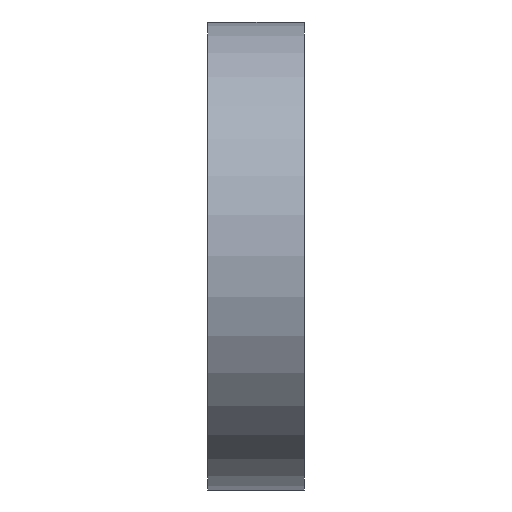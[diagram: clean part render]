
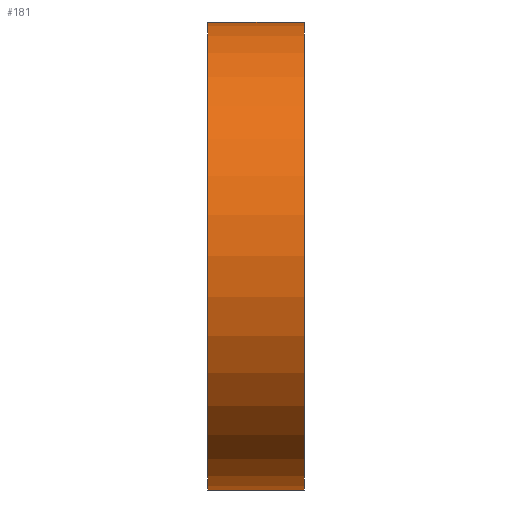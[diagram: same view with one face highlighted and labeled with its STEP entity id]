
A CAD part, left-side view. The second image highlights one B-rep face of the part: STEP entity #181.
In plain terms, the highlighted cylindrical face has radius 36.538 mm (diameter 73.076 mm), a partial arc.
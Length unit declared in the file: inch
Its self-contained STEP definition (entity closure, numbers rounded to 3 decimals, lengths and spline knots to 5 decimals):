
#17=CYLINDRICAL_SURFACE('',#201,1.4385);
#25=FACE_OUTER_BOUND('',#37,.T.);
#37=EDGE_LOOP('',(#141,#142,#143,#144));
#53=LINE('',#299,#69);
#54=LINE('',#300,#70);
#69=VECTOR('',#241,0.59055);
#70=VECTOR('',#242,0.59055);
#77=CIRCLE('',#192,1.4385);
#81=CIRCLE('',#197,1.4385);
#85=VERTEX_POINT('',#265);
#86=VERTEX_POINT('',#266);
#93=VERTEX_POINT('',#282);
#94=VERTEX_POINT('',#283);
#101=EDGE_CURVE('',#85,#86,#77,.T.);
#109=EDGE_CURVE('',#93,#94,#81,.T.);
#117=EDGE_CURVE('',#86,#94,#53,.T.);
#118=EDGE_CURVE('',#85,#93,#54,.T.);
#141=ORIENTED_EDGE('',*,*,#109,.T.);
#142=ORIENTED_EDGE('',*,*,#117,.F.);
#143=ORIENTED_EDGE('',*,*,#101,.F.);
#144=ORIENTED_EDGE('',*,*,#118,.T.);
#181=ADVANCED_FACE('',(#25),#17,.T.);
#192=AXIS2_PLACEMENT_3D('',#267,#213,#214);
#197=AXIS2_PLACEMENT_3D('',#284,#227,#228);
#201=AXIS2_PLACEMENT_3D('',#298,#239,#240);
#213=DIRECTION('center_axis',(0.,1.,0.));
#214=DIRECTION('ref_axis',(0.,0.,1.));
#227=DIRECTION('center_axis',(0.,1.,0.));
#228=DIRECTION('ref_axis',(0.,0.,1.));
#239=DIRECTION('center_axis',(0.,-1.,0.));
#240=DIRECTION('ref_axis',(0.,0.,-1.));
#241=DIRECTION('',(0.,-1.,0.));
#242=DIRECTION('',(0.,-1.,0.));
#265=CARTESIAN_POINT('',(0.,0.59055,-1.4385));
#266=CARTESIAN_POINT('',(0.,0.59055,1.4385));
#267=CARTESIAN_POINT('Origin',(0.,0.59055,0.));
#282=CARTESIAN_POINT('',(0.,0.,-1.4385));
#283=CARTESIAN_POINT('',(0.,0.,1.4385));
#284=CARTESIAN_POINT('Origin',(0.,0.,0.));
#298=CARTESIAN_POINT('Origin',(0.,0.59055,0.));
#299=CARTESIAN_POINT('',(0.,0.59055,1.4385));
#300=CARTESIAN_POINT('',(0.,0.59055,-1.4385));
